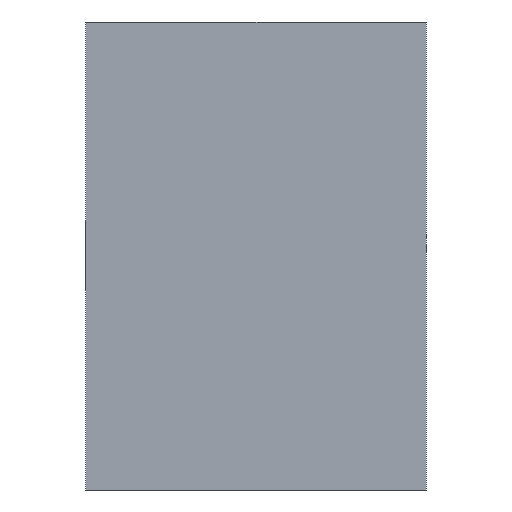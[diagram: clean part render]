
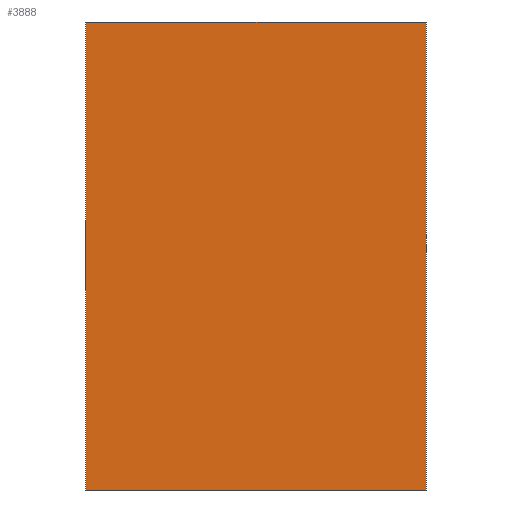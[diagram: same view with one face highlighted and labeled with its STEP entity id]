
A CAD part, left-side view. The second image highlights one B-rep face of the part: STEP entity #3888.
In plain terms, the highlighted planar face has unit normal (-1, 0, 0).
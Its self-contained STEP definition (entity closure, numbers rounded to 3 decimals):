
#220=DIRECTION('',(0.,-1.,0.));
#221=VECTOR('',#220,0.4);
#222=CARTESIAN_POINT('',(-0.525,0.4,-0.275));
#223=LINE('',#222,#221);
#236=DIRECTION('',(0.,0.,-1.));
#237=VECTOR('',#236,0.55);
#238=CARTESIAN_POINT('',(-0.525,0.4,0.275));
#239=LINE('',#238,#237);
#948=DIRECTION('',(0.,0.,-1.));
#949=VECTOR('',#948,0.55);
#950=CARTESIAN_POINT('',(-0.525,0.,0.275));
#951=LINE('',#950,#949);
#952=DIRECTION('',(0.,-1.,0.));
#953=VECTOR('',#952,0.4);
#954=CARTESIAN_POINT('',(-0.525,0.4,0.275));
#955=LINE('',#954,#953);
#2260=CARTESIAN_POINT('',(-0.525,0.,-0.275));
#2261=VERTEX_POINT('',#2260);
#2262=CARTESIAN_POINT('',(-0.525,0.,0.275));
#2263=VERTEX_POINT('',#2262);
#2280=CARTESIAN_POINT('',(-0.525,0.4,-0.275));
#2282=VERTEX_POINT('',#2280);
#2290=CARTESIAN_POINT('',(-0.525,0.4,0.275));
#2291=VERTEX_POINT('',#2290);
#3877=CARTESIAN_POINT('',(-0.525,0.,-0.275));
#3878=DIRECTION('',(-1.,0.,0.));
#3879=DIRECTION('',(0.,0.,1.));
#3880=AXIS2_PLACEMENT_3D('',#3877,#3878,#3879);
#3881=PLANE('',#3880);
#3882=ORIENTED_EDGE('',*,*,#3871,.T.);
#3883=ORIENTED_EDGE('',*,*,#3327,.F.);
#3884=ORIENTED_EDGE('',*,*,#3345,.F.);
#3885=ORIENTED_EDGE('',*,*,#3844,.T.);
#3886=EDGE_LOOP('',(#3882,#3883,#3884,#3885));
#3887=FACE_OUTER_BOUND('',#3886,.F.);
#3888=ADVANCED_FACE('',(#3887),#3881,.T.);
#3327=EDGE_CURVE('',#2282,#2261,#223,.T.);
#3345=EDGE_CURVE('',#2291,#2282,#239,.T.);
#3844=EDGE_CURVE('',#2291,#2263,#955,.T.);
#3871=EDGE_CURVE('',#2263,#2261,#951,.T.);
